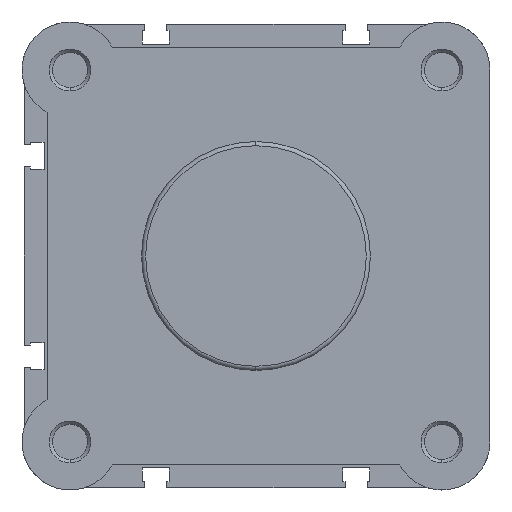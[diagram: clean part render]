
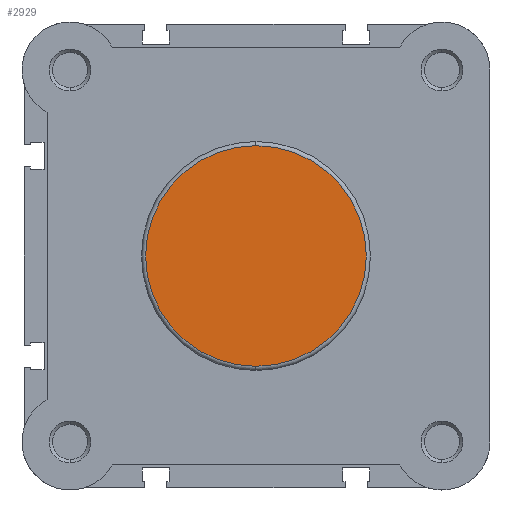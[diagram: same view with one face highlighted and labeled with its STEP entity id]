
A CAD part, left-side view. The second image highlights one B-rep face of the part: STEP entity #2929.
In plain terms, the highlighted planar face has unit normal (-1, 0, 0).
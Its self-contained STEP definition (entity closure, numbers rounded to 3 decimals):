
#453 = ORIENTED_EDGE ( 'NONE', *, *, #882, .T. ) ;
#456 = ORIENTED_EDGE ( 'NONE', *, *, #5422, .T. ) ;
#882 = EDGE_CURVE ( 'NONE', #5064, #5005, #4703, .T. ) ;
#1998 = CARTESIAN_POINT ( 'NONE',  ( 0., 27.4, 0. ) ) ;
#2000 = PLANE ( 'NONE',  #5793 ) ;
#2003 = DIRECTION ( 'NONE',  ( 1., 0., 0. ) ) ;
#2005 = DIRECTION ( 'NONE',  ( 0., 0., -1. ) ) ;
#2227 = CARTESIAN_POINT ( 'NONE',  ( 0., 0., -26.4 ) ) ;
#2290 = CARTESIAN_POINT ( 'NONE',  ( 0., 0., 26.4 ) ) ;
#2929 = ADVANCED_FACE ( 'NONE', ( #3286 ), #2000, .F. ) ;
#3286 = FACE_OUTER_BOUND ( 'NONE', #4316, .T. ) ;
#3645 = CIRCLE ( 'NONE', #3762, 26.4 ) ;
#3762 = AXIS2_PLACEMENT_3D ( 'NONE', #6517, #6524, #6525 ) ;
#4316 = EDGE_LOOP ( 'NONE', ( #456, #453 ) ) ;
#4703 = CIRCLE ( 'NONE', #5516, 26.4 ) ;
#5005 = VERTEX_POINT ( 'NONE', #2227 ) ;
#5064 = VERTEX_POINT ( 'NONE', #2290 ) ;
#5422 = EDGE_CURVE ( 'NONE', #5005, #5064, #3645, .T. ) ;
#5516 = AXIS2_PLACEMENT_3D ( 'NONE', #5964, #5965, #5966 ) ;
#5793 = AXIS2_PLACEMENT_3D ( 'NONE', #1998, #2003, #2005 ) ;
#5964 = CARTESIAN_POINT ( 'NONE',  ( 0., 0., 0. ) ) ;
#5965 = DIRECTION ( 'NONE',  ( -1., 0., 0. ) ) ;
#5966 = DIRECTION ( 'NONE',  ( 0., 0., -1. ) ) ;
#6517 = CARTESIAN_POINT ( 'NONE',  ( 0., 0., 0. ) ) ;
#6524 = DIRECTION ( 'NONE',  ( -1., 0., 0. ) ) ;
#6525 = DIRECTION ( 'NONE',  ( 0., 0., -1. ) ) ;
